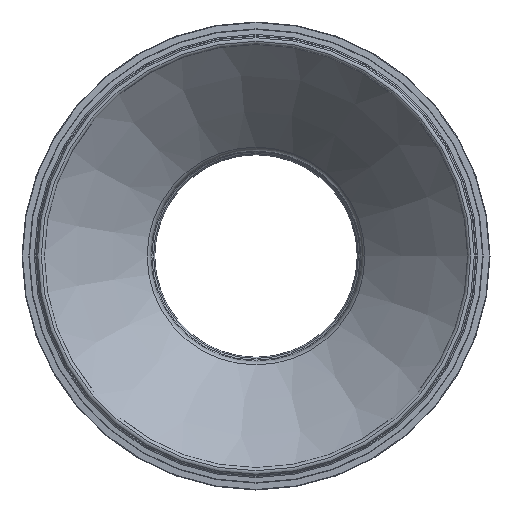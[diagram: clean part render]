
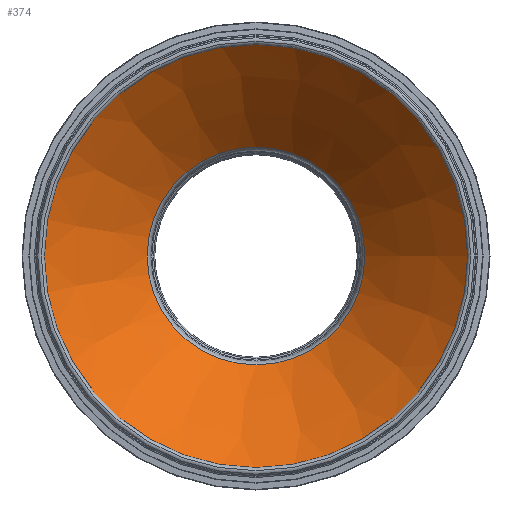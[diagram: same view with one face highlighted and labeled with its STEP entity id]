
A CAD part, front view. The second image highlights one B-rep face of the part: STEP entity #374.
In plain terms, the highlighted conical face has half-angle 44.536 degrees and reference radius 58.993 mm.
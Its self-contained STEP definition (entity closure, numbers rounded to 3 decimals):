
#340=CARTESIAN_POINT('',(78.569,44.052,0.0));
#341=VERTEX_POINT('',#340);
#342=CARTESIAN_POINT('',(0.0,44.052,0.0));
#343=DIRECTION('',(0.0,-1.0,0.0));
#344=DIRECTION('',(1.0,0.0,0.0));
#345=AXIS2_PLACEMENT_3D('',#342,#343,#344);
#346=CIRCLE('',#345,78.569);
#347=EDGE_CURVE('',#341,#341,#346,.T.);
#355=CARTESIAN_POINT('',(0.0,63.948,0.0));
#356=DIRECTION('',(0.0,-1.0,0.0));
#357=DIRECTION('',(1.0,0.0,0.0));
#358=AXIS2_PLACEMENT_3D('',#355,#356,#357);
#359=CONICAL_SURFACE('',#358,58.993,44.536);
#360=CARTESIAN_POINT('',(39.417,83.844,0.0));
#361=VERTEX_POINT('',#360);
#362=CARTESIAN_POINT('',(0.0,83.844,0.0));
#363=DIRECTION('',(0.0,-1.0,0.0));
#364=DIRECTION('',(1.0,0.0,0.0));
#365=AXIS2_PLACEMENT_3D('',#362,#363,#364);
#366=CIRCLE('',#365,39.417);
#367=EDGE_CURVE('',#361,#361,#366,.T.);
#368=ORIENTED_EDGE('',*,*,#367,.F.);
#369=EDGE_LOOP('',(#368));
#370=FACE_OUTER_BOUND('',#369,.T.);
#371=ORIENTED_EDGE('',*,*,#347,.T.);
#372=EDGE_LOOP('',(#371));
#373=FACE_BOUND('',#372,.T.);
#374=ADVANCED_FACE('',(#370,#373),#359,.F.);
